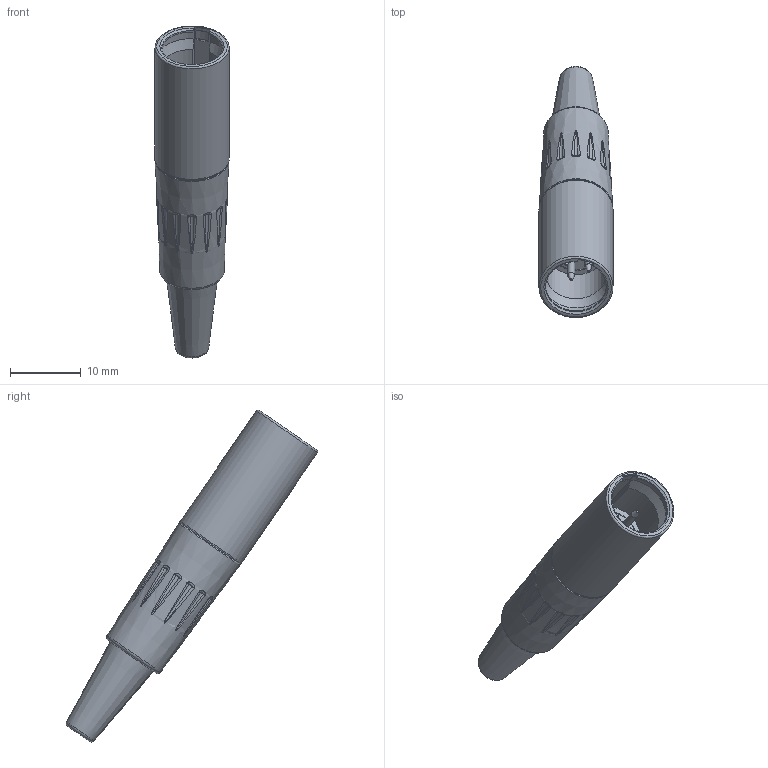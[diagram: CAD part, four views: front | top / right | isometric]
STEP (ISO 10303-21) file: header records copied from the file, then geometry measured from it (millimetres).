
FILE_DESCRIPTION((''),'2;1');
FILE_NAME('AG3M.stp','2017-01-30T12:42:12',('minh'),(''),'Autodesk Inventor 2012','Autodesk Inventor 2012','');
FILE_SCHEMA(('AUTOMOTIVE_DESIGN { 1 0 10303 214 1 1 1 1 }'));
Length unit declared in the file: inch
Products named in the file (1): AG3M_Shrinkwrap_1
Bounding box: 10.49 x 35.63 x 47 mm (x, y, z)
Surface area: 2179.8 mm2 (no closed solid volume)
Topology: 0 solids, 6 shells, 76 faces, 273 edges, 185 vertices
Faces by surface type: bspline 28, cylinder 23, plane 12, cone 8, torus 5
Full cylindrical faces by diameter (mm): 0.98 x3, 3.5 x1, 10.5 x1
Entity records: 9857 total; most frequent: CARTESIAN_POINT 7661, DIRECTION 409, ORIENTED_EDGE 352, EDGE_CURVE 254, AXIS2_PLACEMENT_3D 187, VERTEX_POINT 182, CIRCLE 138, EDGE_LOOP 112
